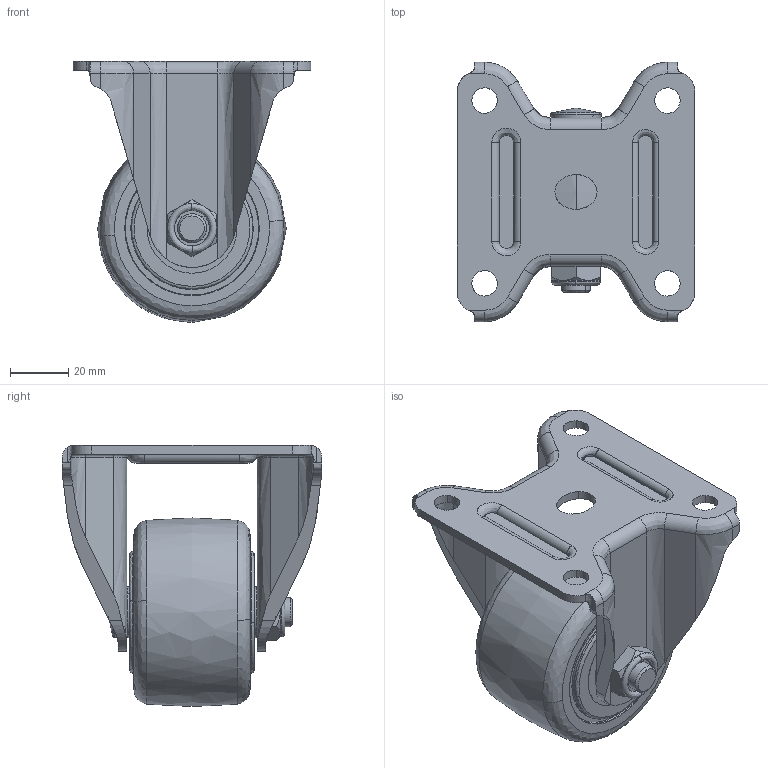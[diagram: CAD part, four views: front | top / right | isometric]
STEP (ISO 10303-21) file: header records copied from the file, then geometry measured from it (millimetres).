
FILE_DESCRIPTION((''),'2;1');
FILE_NAME('','2007-04-02T16:26:08',(''),(''),'','CADfix','');
FILE_SCHEMA(('AUTOMOTIVE_DESIGN { 1 0 10303 214 1 1 1 1 }'));
Length unit declared in the file: millimetre
Bounding box: 82 x 89.5 x 90 mm (x, y, z)
Volume: 172706.8 mm3; surface area: 46787.9 mm2
Topology: 4 solids, 4 shells, 249 faces, 830 edges, 604 vertices
Faces by surface type: bspline 249
Entity records: 13181 total; most frequent: CARTESIAN_POINT 8323, ORIENTED_EDGE 1660, EDGE_CURVE 830, VERTEX_POINT 604, B_SPLINE_CURVE_WITH_KNOTS 568, EDGE_LOOP 282, QUASI_UNIFORM_CURVE 250, FACE_OUTER_BOUND 249
